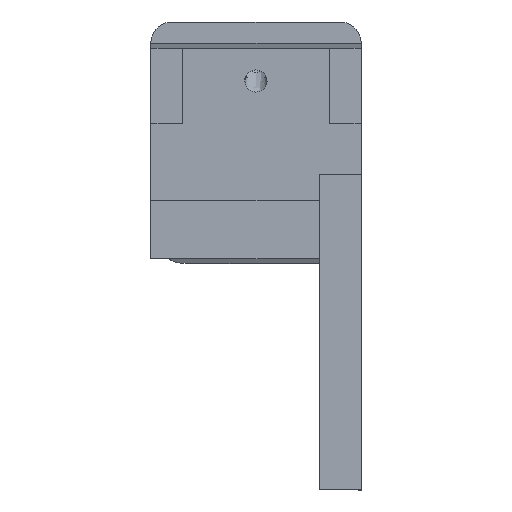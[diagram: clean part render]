
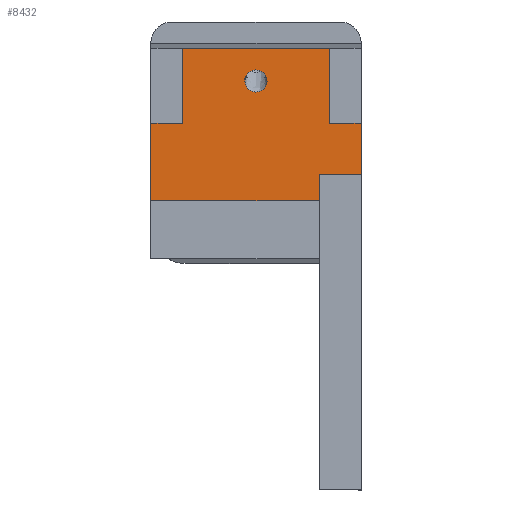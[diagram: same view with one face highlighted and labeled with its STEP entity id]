
A CAD part, top view. The second image highlights one B-rep face of the part: STEP entity #8432.
In plain terms, the highlighted planar face has unit normal (0, 0, 1).
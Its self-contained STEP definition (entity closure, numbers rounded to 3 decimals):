
#163=FACE_BOUND('',#981,.T.);
#208=CIRCLE('',#9040,1.05);
#526=FACE_OUTER_BOUND('',#980,.T.);
#980=EDGE_LOOP('',(#6022,#6023,#6024,#6025,#6026,#6027,#6028,#6029,#6030,
#6031));
#981=EDGE_LOOP('',(#6032));
#1498=LINE('',#11996,#2381);
#1503=LINE('',#12007,#2386);
#1515=LINE('',#12031,#2398);
#1524=LINE('',#12058,#2407);
#1534=LINE('',#12081,#2417);
#1537=LINE('',#12087,#2420);
#1541=LINE('',#12095,#2424);
#1595=LINE('',#12250,#2478);
#1599=LINE('',#12257,#2482);
#1698=LINE('',#12469,#2581);
#2381=VECTOR('',#9647,10.);
#2386=VECTOR('',#9654,10.);
#2398=VECTOR('',#9674,10.);
#2407=VECTOR('',#9703,10.);
#2417=VECTOR('',#9723,10.);
#2420=VECTOR('',#9728,10.);
#2424=VECTOR('',#9734,10.);
#2478=VECTOR('',#9852,10.);
#2482=VECTOR('',#9858,10.);
#2581=VECTOR('',#10027,10.);
#3416=VERTEX_POINT('',#11993);
#3417=VERTEX_POINT('',#11995);
#3420=VERTEX_POINT('',#12003);
#3422=VERTEX_POINT('',#12006);
#3430=VERTEX_POINT('',#12030);
#3438=VERTEX_POINT('',#12057);
#3448=VERTEX_POINT('',#12085);
#3451=VERTEX_POINT('',#12094);
#3492=VERTEX_POINT('',#12248);
#3494=VERTEX_POINT('',#12255);
#3567=VERTEX_POINT('',#12665);
#4252=EDGE_CURVE('',#3416,#3417,#1498,.T.);
#4257=EDGE_CURVE('',#3422,#3420,#1503,.T.);
#4269=EDGE_CURVE('',#3430,#3422,#1515,.T.);
#4282=EDGE_CURVE('',#3417,#3438,#1524,.T.);
#4294=EDGE_CURVE('',#3416,#3430,#1534,.T.);
#4297=EDGE_CURVE('',#3448,#3420,#1537,.T.);
#4301=EDGE_CURVE('',#3451,#3438,#1541,.T.);
#4366=EDGE_CURVE('',#3492,#3448,#1595,.T.);
#4370=EDGE_CURVE('',#3494,#3492,#1599,.T.);
#4472=EDGE_CURVE('',#3451,#3494,#1698,.T.);
#4485=EDGE_CURVE('',#3567,#3567,#208,.T.);
#6022=ORIENTED_EDGE('',*,*,#4257,.T.);
#6023=ORIENTED_EDGE('',*,*,#4297,.F.);
#6024=ORIENTED_EDGE('',*,*,#4366,.F.);
#6025=ORIENTED_EDGE('',*,*,#4370,.F.);
#6026=ORIENTED_EDGE('',*,*,#4472,.F.);
#6027=ORIENTED_EDGE('',*,*,#4301,.T.);
#6028=ORIENTED_EDGE('',*,*,#4282,.F.);
#6029=ORIENTED_EDGE('',*,*,#4252,.F.);
#6030=ORIENTED_EDGE('',*,*,#4294,.T.);
#6031=ORIENTED_EDGE('',*,*,#4269,.T.);
#6032=ORIENTED_EDGE('',*,*,#4485,.T.);
#8118=PLANE('',#9042);
#8432=ADVANCED_FACE('',(#526,#163),#8118,.T.);
#9040=AXIS2_PLACEMENT_3D('',#12666,#10039,#10040);
#9042=AXIS2_PLACEMENT_3D('',#12670,#10043,#10044);
#9647=DIRECTION('',(0.,1.,0.));
#9654=DIRECTION('',(1.,0.,0.));
#9674=DIRECTION('',(0.,1.,0.));
#9703=DIRECTION('',(1.,0.,0.));
#9723=DIRECTION('',(1.,0.,0.));
#9728=DIRECTION('',(0.,-1.,0.));
#9734=DIRECTION('',(0.,-1.,0.));
#9852=DIRECTION('',(1.,0.,0.));
#9858=DIRECTION('',(0.,-1.,0.));
#10027=DIRECTION('',(1.,0.,0.));
#10039=DIRECTION('center_axis',(0.,0.,
-1.));
#10040=DIRECTION('ref_axis',(0.,-1.,0.));
#10043=DIRECTION('center_axis',(0.,0.,
1.));
#10044=DIRECTION('ref_axis',(0.,-1.,0.));
#11993=CARTESIAN_POINT('',(-3.,-9.871,2.749));
#11995=CARTESIAN_POINT('',(-3.,-2.471,2.749));
#11996=CARTESIAN_POINT('',(-3.,-2.471,2.749));
#12003=CARTESIAN_POINT('',(17.,-7.371,2.749));
#12006=CARTESIAN_POINT('',(13.,-7.371,2.749));
#12007=CARTESIAN_POINT('',(8.5,-7.371,2.749));
#12030=CARTESIAN_POINT('',(13.,-9.871,2.749));
#12031=CARTESIAN_POINT('',(13.,-8.621,2.749));
#12057=CARTESIAN_POINT('',(0.,-2.471,2.749));
#12058=CARTESIAN_POINT('',(0.,-2.471,2.749));
#12081=CARTESIAN_POINT('',(0.,-9.871,2.749));
#12085=CARTESIAN_POINT('',(17.,-2.471,2.749));
#12087=CARTESIAN_POINT('',(17.,-2.471,2.749));
#12094=CARTESIAN_POINT('',(0.,5.129,2.749));
#12095=CARTESIAN_POINT('',(0.,5.129,2.749));
#12248=CARTESIAN_POINT('',(14.,-2.471,2.749));
#12250=CARTESIAN_POINT('',(0.,-2.471,2.749));
#12255=CARTESIAN_POINT('',(14.,5.129,2.749));
#12257=CARTESIAN_POINT('',(14.,5.129,2.749));
#12469=CARTESIAN_POINT('',(0.,5.129,2.749));
#12665=CARTESIAN_POINT('',(5.95,1.529,2.749));
#12666=CARTESIAN_POINT('Origin',(7.,1.529,2.749));
#12670=CARTESIAN_POINT('Origin',(0.,5.129,
2.749));
